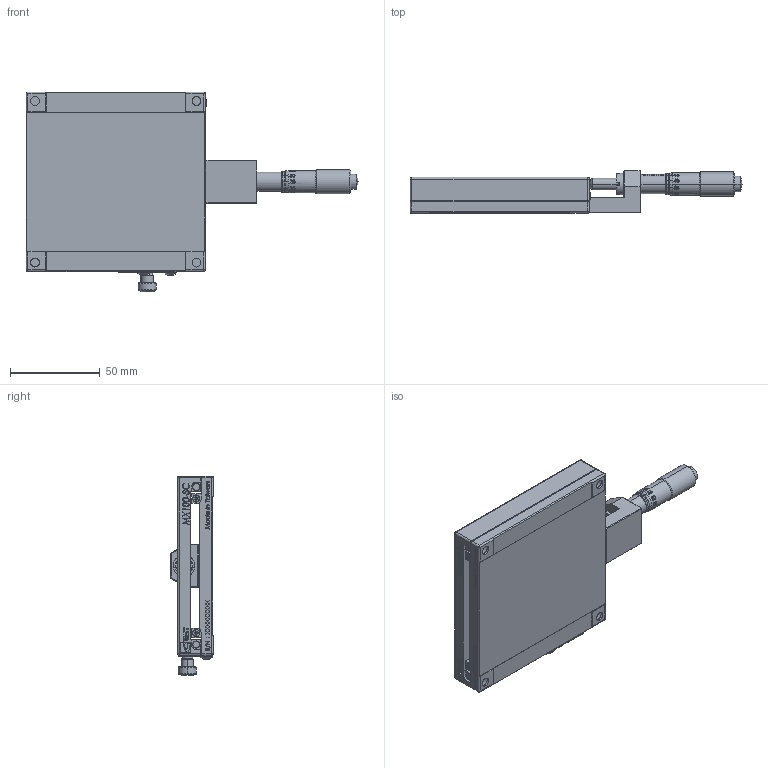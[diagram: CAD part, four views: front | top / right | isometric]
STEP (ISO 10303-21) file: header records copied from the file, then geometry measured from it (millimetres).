
FILE_DESCRIPTION (( 'STEP AP203' ), '1' );
FILE_NAME ('MX100-SC(«¬¿ý).STEP', '2013-07-17T05:44:33', ( '123' ), ( '' ), 'SwSTEP 2.0', 'SolidWorks 2013', '' );
FILE_SCHEMA (( 'CONFIG_CONTROL_DESIGN' ));
Products named in the file (3): Group1^MX100-SC(型錄); Group2^MX100-SC(型錄); MX100-SC(型錄)
Assembly tree (2 placements, depth 2):
  MX100-SC(型錄)
    Group1^MX100-SC(型錄)
    Group2^MX100-SC(型錄)
Bounding box: 185 x 23.8 x 111.4 mm (x, y, z)
Volume: 175370.9 mm3; surface area: 58621.1 mm2
Topology: 2 solids, 2 shells, 1900 faces, 5056 edges, 3258 vertices
Faces by surface type: plane 1138, cylinder 342, bspline 308, cone 58, torus 40, sphere 14
Entity records: 91470 total; most frequent: CARTESIAN_POINT 45701, ORIENTED_EDGE 10068, DIRECTION 8426, EDGE_CURVE 5034, VERTEX_POINT 3258, LINE 3132, VECTOR 3132, AXIS2_PLACEMENT_3D 2647
